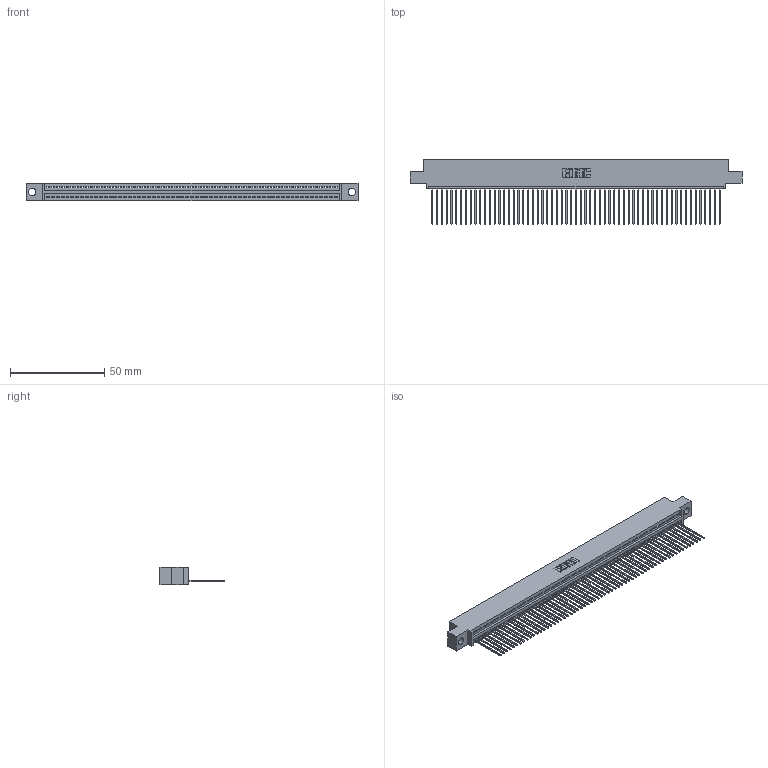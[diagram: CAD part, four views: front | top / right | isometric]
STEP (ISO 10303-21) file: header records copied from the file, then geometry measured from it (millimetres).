
FILE_DESCRIPTION (( 'STEP AP203' ), '1' );
FILE_NAME ('395-061-541-404.STEP', '2021-05-31T21:51:36', ( '' ), ( '' ), 'SwSTEP 2.0', 'SolidWorks 2020', '' );
FILE_SCHEMA (( 'CONFIG_CONTROL_DESIGN' ));
Length unit declared in the file: inch
Products named in the file (3): 345 Part_0.110 Offset - 0.156 Dia-TI; 345-292-001_345-293-141; 395-061-541-404
Assembly tree (62 placements, depth 2):
  395-061-541-404
    345 Part_0.110 Offset - 0.156 Dia-TI
    345-292-001_345-293-141  x61
Bounding box: 176.15 x 33.96 x 9.4 mm (x, y, z)
Volume: 16908.4 mm3; surface area: 23836.7 mm2
Topology: 62 solids, 62 shells, 3682 faces, 11125 edges, 7334 vertices
Faces by surface type: plane 2538, cylinder 1144
Entity records: 43921 total; most frequent: CARTESIAN_POINT 7617, ORIENTED_EDGE 7610, DIRECTION 6623, EDGE_CURVE 3805, VECTOR 3429, LINE 3429, VERTEX_POINT 2534, AXIS2_PLACEMENT_3D 1597
